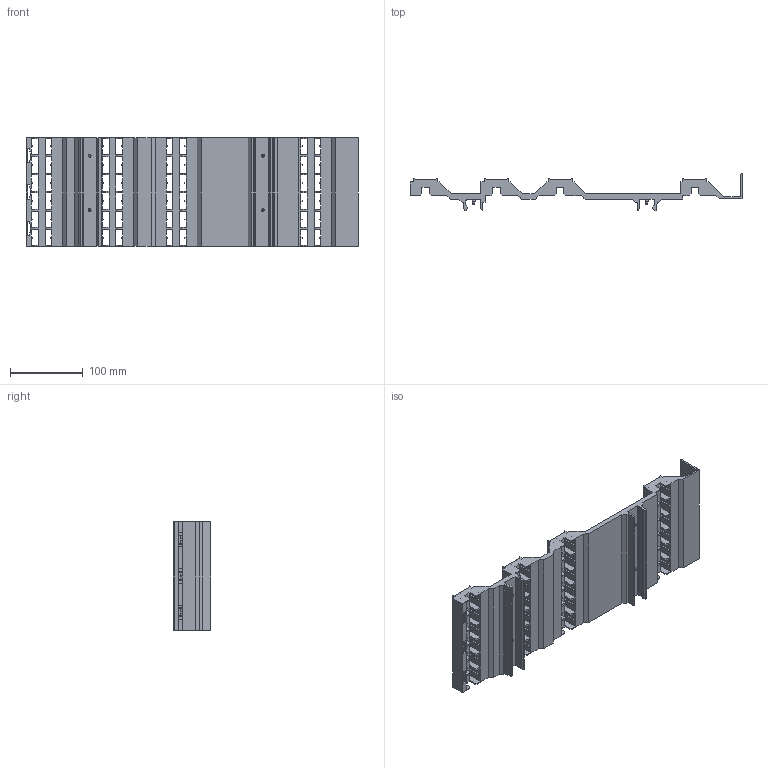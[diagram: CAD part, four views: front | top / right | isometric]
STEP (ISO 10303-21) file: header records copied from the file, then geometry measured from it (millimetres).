
FILE_DESCRIPTION(('CATIA V5 STEP'),'2;1');
FILE_NAME('A8017283_L_Sammelschienenabdeckung_SSA-185_3-4.stp','2012-02-08T16:54:19+00:00',('none'),('Jean Müller GmbH'),'CATIA Version 5 Release 19 SP 9 (IN-10)','CATIA V5 STEP AP214','none');
FILE_SCHEMA(('AUTOMOTIVE_DESIGN { 1 0 10303 214 1 1 1 1 }'));
Length unit declared in the file: millimetre
Products named in the file (2): A8017283_L_Sammelschienenabdeckung SSA-185/3-4; 32727_03_L01_Sammelschienenabdeckung SSA-185/3-4
Assembly tree (1 placements, depth 2):
  A8017283_L_Sammelschienenabdeckung SSA-185/3-4
    32727_03_L01_Sammelschienenabdeckung SSA-185/3-4
Bounding box: 456.5 x 51.1 x 149.5 mm (x, y, z)
Volume: 616345.7 mm3; surface area: 240383.5 mm2
Topology: 1 solids, 1 shells, 835 faces, 2640 edges, 1706 vertices
Faces by surface type: plane 819, cylinder 8, cone 8
Entity records: 33312 total; most frequent: ORIENTED_EDGE 5280, CARTESIAN_POINT 5005, DIRECTION 3818, EDGE_CURVE 2640, VECTOR 2616, LINE 2616, VERTEX_POINT 1706, EDGE_LOOP 842
